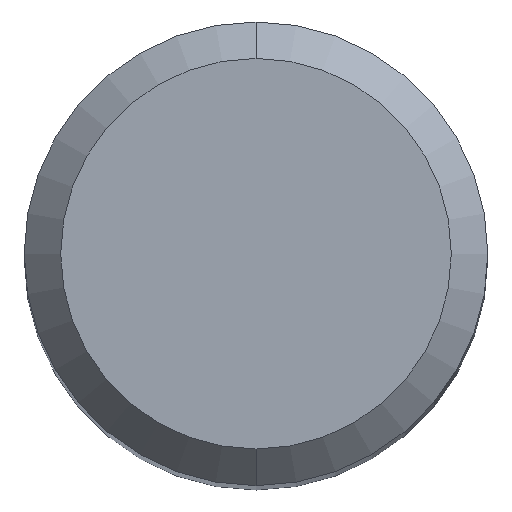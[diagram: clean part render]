
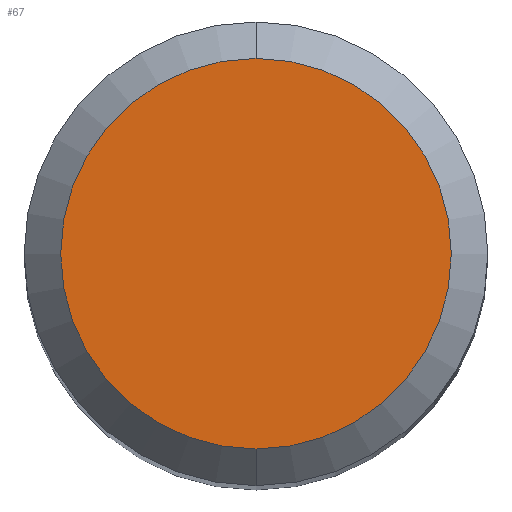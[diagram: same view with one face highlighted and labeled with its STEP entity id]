
A CAD part, top view. The second image highlights one B-rep face of the part: STEP entity #67.
In plain terms, the highlighted planar face has unit normal (0, 0, 1).
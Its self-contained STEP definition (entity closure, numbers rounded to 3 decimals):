
#51=PLANE('',#378);
#67=ADVANCED_FACE('',(#89),#51,.F.);
#89=FACE_OUTER_BOUND('',#105,.T.);
#105=EDGE_LOOP('',(#160,#161));
#160=ORIENTED_EDGE('',*,*,#205,.F.);
#161=ORIENTED_EDGE('',*,*,#203,.F.);
#176=VERTEX_POINT('',#554);
#177=VERTEX_POINT('',#556);
#203=EDGE_CURVE('',#176,#177,#223,.T.);
#205=EDGE_CURVE('',#177,#176,#224,.T.);
#223=CIRCLE('',#374,2.675);
#224=CIRCLE('',#376,2.675);
#374=AXIS2_PLACEMENT_3D('',#555,#474,#475);
#376=AXIS2_PLACEMENT_3D('',#559,#479,#480);
#378=AXIS2_PLACEMENT_3D('',#561,#483,#484);
#474=DIRECTION('',(0.,0.,-1.));
#475=DIRECTION('',(0.,-1.,0.));
#479=DIRECTION('',(0.,0.,-1.));
#480=DIRECTION('',(0.,1.,0.));
#483=DIRECTION('',(0.,0.,-1.));
#484=DIRECTION('',(0.,1.,0.));
#554=CARTESIAN_POINT('',(0.,-2.675,50.8));
#555=CARTESIAN_POINT('',(0.,0.,50.8));
#556=CARTESIAN_POINT('',(0.,2.675,50.8));
#559=CARTESIAN_POINT('',(0.,0.,50.8));
#561=CARTESIAN_POINT('',(0.,0.,50.8));
